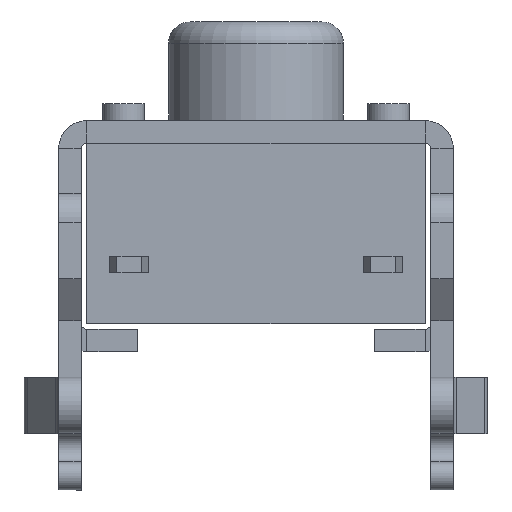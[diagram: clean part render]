
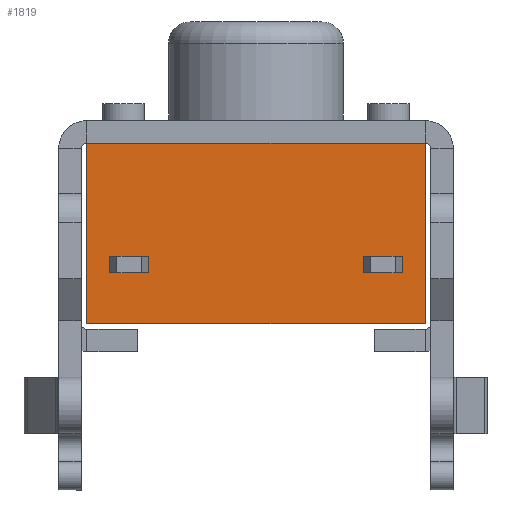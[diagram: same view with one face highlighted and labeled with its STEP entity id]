
A CAD part, front view. The second image highlights one B-rep face of the part: STEP entity #1819.
In plain terms, the highlighted planar face has unit normal (0, -1, 0).
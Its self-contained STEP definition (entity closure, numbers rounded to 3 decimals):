
#38 = CARTESIAN_POINT ( 'NONE',  ( 3., -3., -0.4 ) ) ;
#84 = LINE ( 'NONE', #38, #1385 ) ;
#116 = CARTESIAN_POINT ( 'NONE',  ( -3., -3., -3.6 ) ) ;
#139 = DIRECTION ( 'NONE',  ( 0., 0., 1. ) ) ;
#851 = CARTESIAN_POINT ( 'NONE',  ( 3., -3., -3.6 ) ) ;
#867 = LINE ( 'NONE', #3941, #4921 ) ;
#915 = EDGE_CURVE ( 'NONE', #3736, #1308, #867, .T. ) ;
#1190 = DIRECTION ( 'NONE',  ( -1., 0., 0. ) ) ;
#1308 = VERTEX_POINT ( 'NONE', #1703 ) ;
#1319 = LINE ( 'NONE', #4000, #4795 ) ;
#1385 = VECTOR ( 'NONE', #4737, 1000. ) ;
#1515 = AXIS2_PLACEMENT_3D ( 'NONE', #3215, #3536, #2439 ) ;
#1703 = CARTESIAN_POINT ( 'NONE',  ( 3., -3., -0.4 ) ) ;
#1819 = ADVANCED_FACE ( 'NONE', ( #4729 ), #2468, .F. ) ;
#2339 = DIRECTION ( 'NONE',  ( 0., 0., 1. ) ) ;
#2439 = DIRECTION ( 'NONE',  ( 0., 0., 1. ) ) ;
#2468 = PLANE ( 'NONE',  #1515 ) ;
#2537 = VERTEX_POINT ( 'NONE', #4556 ) ;
#2714 = EDGE_LOOP ( 'NONE', ( #4698, #2884, #2868, #3868 ) ) ;
#2868 = ORIENTED_EDGE ( 'NONE', *, *, #3766, .F. ) ;
#2884 = ORIENTED_EDGE ( 'NONE', *, *, #3801, .F. ) ;
#3151 = LINE ( 'NONE', #851, #4231 ) ;
#3215 = CARTESIAN_POINT ( 'NONE',  ( 3., -3., -3.6 ) ) ;
#3536 = DIRECTION ( 'NONE',  ( 0., 1., 0. ) ) ;
#3736 = VERTEX_POINT ( 'NONE', #4670 ) ;
#3766 = EDGE_CURVE ( 'NONE', #3736, #4279, #3151, .T. ) ;
#3801 = EDGE_CURVE ( 'NONE', #4279, #2537, #1319, .T. ) ;
#3868 = ORIENTED_EDGE ( 'NONE', *, *, #915, .T. ) ;
#3941 = CARTESIAN_POINT ( 'NONE',  ( 3., -3., -3.6 ) ) ;
#4000 = CARTESIAN_POINT ( 'NONE',  ( -3., -3., -3.6 ) ) ;
#4231 = VECTOR ( 'NONE', #1190, 1000. ) ;
#4279 = VERTEX_POINT ( 'NONE', #116 ) ;
#4556 = CARTESIAN_POINT ( 'NONE',  ( -3., -3., -0.4 ) ) ;
#4670 = CARTESIAN_POINT ( 'NONE',  ( 3., -3., -3.6 ) ) ;
#4698 = ORIENTED_EDGE ( 'NONE', *, *, #4733, .T. ) ;
#4729 = FACE_OUTER_BOUND ( 'NONE', #2714, .T. ) ;
#4733 = EDGE_CURVE ( 'NONE', #1308, #2537, #84, .T. ) ;
#4737 = DIRECTION ( 'NONE',  ( -1., 0., 0. ) ) ;
#4795 = VECTOR ( 'NONE', #139, 1000. ) ;
#4921 = VECTOR ( 'NONE', #2339, 1000. ) ;
